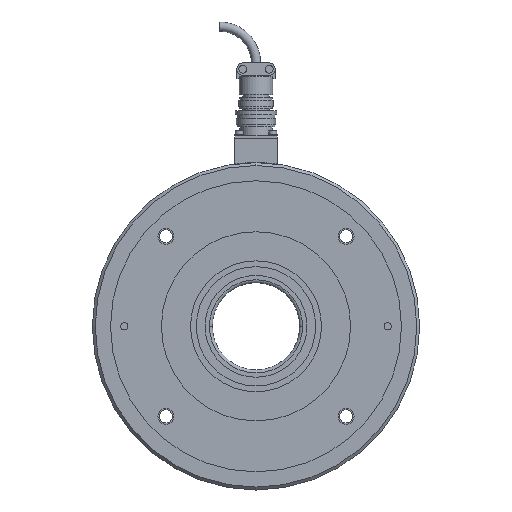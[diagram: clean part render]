
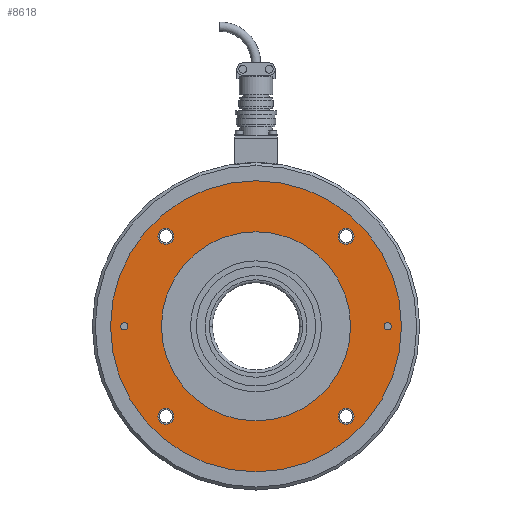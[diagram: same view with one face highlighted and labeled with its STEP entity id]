
A CAD part, left-side view. The second image highlights one B-rep face of the part: STEP entity #8618.
In plain terms, the highlighted face is planar.
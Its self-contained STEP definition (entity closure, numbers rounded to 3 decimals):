
#7968=CARTESIAN_POINT('',(3.1,100.0,0.0));
#7969=VERTEX_POINT('',#7968);
#7978=CARTESIAN_POINT('',(3.1,-100.0,0.));
#7979=VERTEX_POINT('',#7978);
#7980=CARTESIAN_POINT('',(3.1,0.0,0.0));
#7981=DIRECTION('',(1.0,0.0,0.0));
#7982=DIRECTION('',(0.0,1.0,0.0));
#7983=AXIS2_PLACEMENT_3D('',#7980,#7981,#7982);
#7984=CIRCLE('',#7983,100.0);
#7985=EDGE_CURVE('',#7979,#7969,#7984,.T.);
#8138=CARTESIAN_POINT('',(3.1,65.0,0.0));
#8139=VERTEX_POINT('',#8138);
#8155=CARTESIAN_POINT('',(3.1,-65.0,0.));
#8156=VERTEX_POINT('',#8155);
#8163=CARTESIAN_POINT('',(3.1,0.0,0.0));
#8164=DIRECTION('',(1.0,0.0,0.0));
#8165=DIRECTION('',(0.0,1.0,0.0));
#8166=AXIS2_PLACEMENT_3D('',#8163,#8164,#8165);
#8167=CIRCLE('',#8166,65.0);
#8168=EDGE_CURVE('',#8156,#8139,#8167,.T.);
#8180=CARTESIAN_POINT('',(3.1,61.872,-56.372));
#8181=VERTEX_POINT('',#8180);
#8197=CARTESIAN_POINT('',(3.1,61.872,-67.372));
#8198=VERTEX_POINT('',#8197);
#8205=CARTESIAN_POINT('',(3.1,61.872,-61.872));
#8206=DIRECTION('',(-1.0,0.0,0.0));
#8207=DIRECTION('',(0.0,0.0,1.0));
#8208=AXIS2_PLACEMENT_3D('',#8205,#8206,#8207);
#8209=CIRCLE('',#8208,5.5);
#8210=EDGE_CURVE('',#8181,#8198,#8209,.T.);
#8222=CARTESIAN_POINT('',(3.1,90.5,2.5));
#8223=VERTEX_POINT('',#8222);
#8239=CARTESIAN_POINT('',(3.1,90.5,-2.5));
#8240=VERTEX_POINT('',#8239);
#8247=CARTESIAN_POINT('',(3.1,90.5,0.));
#8248=DIRECTION('',(-1.0,0.0,0.0));
#8249=DIRECTION('',(0.0,0.0,1.0));
#8250=AXIS2_PLACEMENT_3D('',#8247,#8248,#8249);
#8251=CIRCLE('',#8250,2.5);
#8252=EDGE_CURVE('',#8223,#8240,#8251,.T.);
#8264=CARTESIAN_POINT('',(3.1,-56.372,-61.872));
#8265=VERTEX_POINT('',#8264);
#8281=CARTESIAN_POINT('',(3.1,-67.372,-61.872));
#8282=VERTEX_POINT('',#8281);
#8289=CARTESIAN_POINT('',(3.1,-61.872,-61.872));
#8290=DIRECTION('',(-1.0,0.0,0.0));
#8291=DIRECTION('',(0.0,1.0,0.0));
#8292=AXIS2_PLACEMENT_3D('',#8289,#8290,#8291);
#8293=CIRCLE('',#8292,5.5);
#8294=EDGE_CURVE('',#8265,#8282,#8293,.T.);
#8306=CARTESIAN_POINT('',(3.1,-61.872,56.372));
#8307=VERTEX_POINT('',#8306);
#8323=CARTESIAN_POINT('',(3.1,-61.872,67.372));
#8324=VERTEX_POINT('',#8323);
#8331=CARTESIAN_POINT('',(3.1,-61.872,61.872));
#8332=DIRECTION('',(-1.0,0.0,0.0));
#8333=DIRECTION('',(0.0,0.0,-1.0));
#8334=AXIS2_PLACEMENT_3D('',#8331,#8332,#8333);
#8335=CIRCLE('',#8334,5.5);
#8336=EDGE_CURVE('',#8307,#8324,#8335,.T.);
#8348=CARTESIAN_POINT('',(3.1,56.372,61.872));
#8349=VERTEX_POINT('',#8348);
#8365=CARTESIAN_POINT('',(3.1,67.372,61.872));
#8366=VERTEX_POINT('',#8365);
#8373=CARTESIAN_POINT('',(3.1,61.872,61.872));
#8374=DIRECTION('',(-1.0,0.0,0.0));
#8375=DIRECTION('',(0.0,-1.0,0.0));
#8376=AXIS2_PLACEMENT_3D('',#8373,#8374,#8375);
#8377=CIRCLE('',#8376,5.5);
#8378=EDGE_CURVE('',#8349,#8366,#8377,.T.);
#8390=CARTESIAN_POINT('',(3.1,-90.5,-2.5));
#8391=VERTEX_POINT('',#8390);
#8407=CARTESIAN_POINT('',(3.1,-90.5,2.5));
#8408=VERTEX_POINT('',#8407);
#8415=CARTESIAN_POINT('',(3.1,-90.5,0.));
#8416=DIRECTION('',(-1.0,0.0,0.0));
#8417=DIRECTION('',(0.0,0.0,-1.0));
#8418=AXIS2_PLACEMENT_3D('',#8415,#8416,#8417);
#8419=CIRCLE('',#8418,2.5);
#8420=EDGE_CURVE('',#8391,#8408,#8419,.T.);
#8431=CARTESIAN_POINT('',(3.1,-90.5,0.));
#8432=DIRECTION('',(-1.0,0.0,0.0));
#8433=DIRECTION('',(0.0,0.0,-1.0));
#8434=AXIS2_PLACEMENT_3D('',#8431,#8432,#8433);
#8435=CIRCLE('',#8434,2.5);
#8436=EDGE_CURVE('',#8408,#8391,#8435,.T.);
#8455=CARTESIAN_POINT('',(3.1,61.872,61.872));
#8456=DIRECTION('',(-1.0,0.0,0.0));
#8457=DIRECTION('',(0.0,-1.0,0.0));
#8458=AXIS2_PLACEMENT_3D('',#8455,#8456,#8457);
#8459=CIRCLE('',#8458,5.5);
#8460=EDGE_CURVE('',#8366,#8349,#8459,.T.);
#8479=CARTESIAN_POINT('',(3.1,-61.872,61.872));
#8480=DIRECTION('',(-1.0,0.0,0.0));
#8481=DIRECTION('',(0.0,0.0,-1.0));
#8482=AXIS2_PLACEMENT_3D('',#8479,#8480,#8481);
#8483=CIRCLE('',#8482,5.5);
#8484=EDGE_CURVE('',#8324,#8307,#8483,.T.);
#8503=CARTESIAN_POINT('',(3.1,-61.872,-61.872));
#8504=DIRECTION('',(-1.0,0.0,0.0));
#8505=DIRECTION('',(0.0,1.0,0.0));
#8506=AXIS2_PLACEMENT_3D('',#8503,#8504,#8505);
#8507=CIRCLE('',#8506,5.5);
#8508=EDGE_CURVE('',#8282,#8265,#8507,.T.);
#8527=CARTESIAN_POINT('',(3.1,90.5,0.));
#8528=DIRECTION('',(-1.0,0.0,0.0));
#8529=DIRECTION('',(0.0,0.0,1.0));
#8530=AXIS2_PLACEMENT_3D('',#8527,#8528,#8529);
#8531=CIRCLE('',#8530,2.5);
#8532=EDGE_CURVE('',#8240,#8223,#8531,.T.);
#8551=CARTESIAN_POINT('',(3.1,61.872,-61.872));
#8552=DIRECTION('',(-1.0,0.0,0.0));
#8553=DIRECTION('',(0.0,0.0,1.0));
#8554=AXIS2_PLACEMENT_3D('',#8551,#8552,#8553);
#8555=CIRCLE('',#8554,5.5);
#8556=EDGE_CURVE('',#8198,#8181,#8555,.T.);
#8569=CARTESIAN_POINT('',(3.1,82.5,0.0));
#8570=DIRECTION('',(1.0,0.0,0.0));
#8571=DIRECTION('',(0.0,0.0,-1.0));
#8572=AXIS2_PLACEMENT_3D('',#8569,#8570,#8571);
#8573=PLANE('',#8572);
#8574=CARTESIAN_POINT('',(3.1,0.0,0.0));
#8575=DIRECTION('',(1.0,0.0,0.0));
#8576=DIRECTION('',(0.0,1.0,0.0));
#8577=AXIS2_PLACEMENT_3D('',#8574,#8575,#8576);
#8578=CIRCLE('',#8577,100.0);
#8579=EDGE_CURVE('',#7969,#7979,#8578,.T.);
#8580=ORIENTED_EDGE('',*,*,#8579,.T.);
#8581=ORIENTED_EDGE('',*,*,#7985,.T.);
#8582=EDGE_LOOP('',(#8580,#8581));
#8583=FACE_OUTER_BOUND('',#8582,.T.);
#8584=ORIENTED_EDGE('',*,*,#8436,.T.);
#8585=ORIENTED_EDGE('',*,*,#8420,.T.);
#8586=EDGE_LOOP('',(#8584,#8585));
#8587=FACE_BOUND('',#8586,.T.);
#8588=ORIENTED_EDGE('',*,*,#8460,.T.);
#8589=ORIENTED_EDGE('',*,*,#8378,.T.);
#8590=EDGE_LOOP('',(#8588,#8589));
#8591=FACE_BOUND('',#8590,.T.);
#8592=ORIENTED_EDGE('',*,*,#8484,.T.);
#8593=ORIENTED_EDGE('',*,*,#8336,.T.);
#8594=EDGE_LOOP('',(#8592,#8593));
#8595=FACE_BOUND('',#8594,.T.);
#8596=ORIENTED_EDGE('',*,*,#8508,.T.);
#8597=ORIENTED_EDGE('',*,*,#8294,.T.);
#8598=EDGE_LOOP('',(#8596,#8597));
#8599=FACE_BOUND('',#8598,.T.);
#8600=ORIENTED_EDGE('',*,*,#8532,.T.);
#8601=ORIENTED_EDGE('',*,*,#8252,.T.);
#8602=EDGE_LOOP('',(#8600,#8601));
#8603=FACE_BOUND('',#8602,.T.);
#8604=ORIENTED_EDGE('',*,*,#8556,.T.);
#8605=ORIENTED_EDGE('',*,*,#8210,.T.);
#8606=EDGE_LOOP('',(#8604,#8605));
#8607=FACE_BOUND('',#8606,.T.);
#8608=CARTESIAN_POINT('',(3.1,0.0,0.0));
#8609=DIRECTION('',(1.0,0.0,0.0));
#8610=DIRECTION('',(0.0,1.0,0.0));
#8611=AXIS2_PLACEMENT_3D('',#8608,#8609,#8610);
#8612=CIRCLE('',#8611,65.0);
#8613=EDGE_CURVE('',#8139,#8156,#8612,.T.);
#8614=ORIENTED_EDGE('',*,*,#8613,.F.);
#8615=ORIENTED_EDGE('',*,*,#8168,.F.);
#8616=EDGE_LOOP('',(#8614,#8615));
#8617=FACE_BOUND('',#8616,.T.);
#8618=ADVANCED_FACE('',(#8583,#8587,#8591,#8595,#8599,#8603,#8607,#8617),#8573,.T.);
